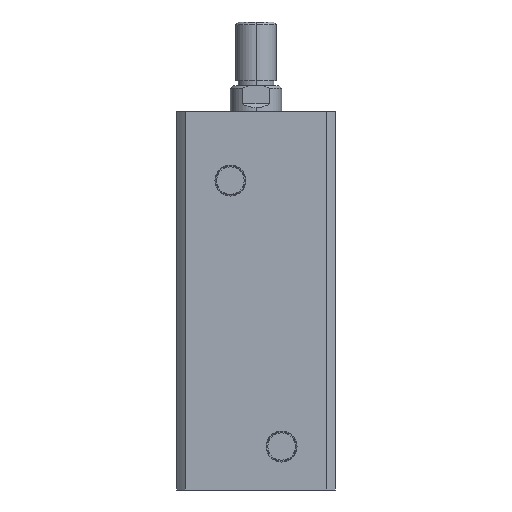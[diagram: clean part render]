
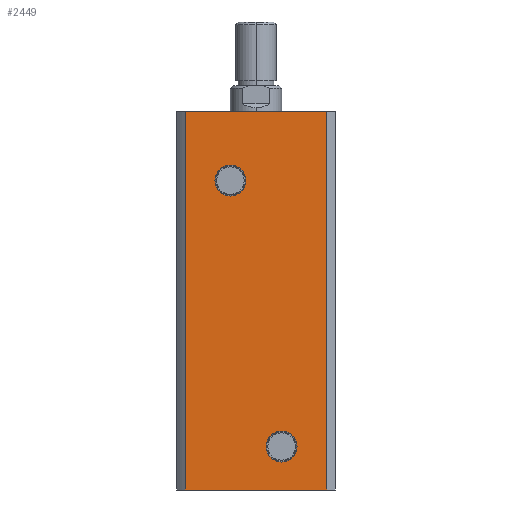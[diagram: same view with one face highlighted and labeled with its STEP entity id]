
A CAD part, left-side view. The second image highlights one B-rep face of the part: STEP entity #2449.
In plain terms, the highlighted planar face has unit normal (-1, 0, 0).
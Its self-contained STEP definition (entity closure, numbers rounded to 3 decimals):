
#731 = EDGE_CURVE ( 'NONE', #2332, #2330, #3092, .T. ) ;
#740 = EDGE_CURVE ( 'NONE', #2248, #2245, #3104, .T. ) ;
#809 = EDGE_CURVE ( 'NONE', #2330, #2332, #3205, .T. ) ;
#810 = EDGE_CURVE ( 'NONE', #2245, #2248, #3206, .T. ) ;
#811 = EDGE_CURVE ( 'NONE', #2318, #2258, #3207, .T. ) ;
#812 = EDGE_CURVE ( 'NONE', #2326, #2258, #3196, .T. ) ;
#813 = EDGE_CURVE ( 'NONE', #2252, #2326, #3208, .T. ) ;
#814 = EDGE_CURVE ( 'NONE', #2252, #2318, #3212, .T. ) ;
#1018 = CARTESIAN_POINT ( 'NONE',  ( -31., 10., 121. ) ) ;
#1019 = DIRECTION ( 'NONE',  ( -1., 0., 0. ) ) ;
#1020 = DIRECTION ( 'NONE',  ( 0., 0., 1. ) ) ;
#1039 = CARTESIAN_POINT ( 'NONE',  ( -31., -10., 17. ) ) ;
#1040 = DIRECTION ( 'NONE',  ( -1., 0., 0. ) ) ;
#1041 = DIRECTION ( 'NONE',  ( 0., 0., 1. ) ) ;
#1210 = CARTESIAN_POINT ( 'NONE',  ( -31., 0., 0. ) ) ;
#1211 = DIRECTION ( 'NONE',  ( 0., -1., 0. ) ) ;
#1212 = CARTESIAN_POINT ( 'NONE',  ( -31., 10., 121. ) ) ;
#1213 = DIRECTION ( 'NONE',  ( -1., 0., 0. ) ) ;
#1214 = DIRECTION ( 'NONE',  ( 0., 0., 1. ) ) ;
#1215 = CARTESIAN_POINT ( 'NONE',  ( -31., 0., 148. ) ) ;
#1216 = CARTESIAN_POINT ( 'NONE',  ( -31., -27.591, 148. ) ) ;
#1217 = CARTESIAN_POINT ( 'NONE',  ( -31., -10., 17. ) ) ;
#1218 = DIRECTION ( 'NONE',  ( -1., 0., 0. ) ) ;
#1219 = DIRECTION ( 'NONE',  ( 0., 0., 1. ) ) ;
#1221 = DIRECTION ( 'NONE',  ( 0., 0., -1. ) ) ;
#1223 = DIRECTION ( 'NONE',  ( 0., -1., 0. ) ) ;
#1224 = CARTESIAN_POINT ( 'NONE',  ( -31., 27.591, 148. ) ) ;
#1225 = DIRECTION ( 'NONE',  ( 0., 0., -1. ) ) ;
#1335 = CARTESIAN_POINT ( 'NONE',  ( -31., -10., 23.06 ) ) ;
#1342 = CARTESIAN_POINT ( 'NONE',  ( -31., -10., 10.94 ) ) ;
#1345 = CARTESIAN_POINT ( 'NONE',  ( -31., 27.591, 148. ) ) ;
#1351 = CARTESIAN_POINT ( 'NONE',  ( -31., -27.591, 0. ) ) ;
#1411 = CARTESIAN_POINT ( 'NONE',  ( -31., 27.591, 0. ) ) ;
#1419 = CARTESIAN_POINT ( 'NONE',  ( -31., -27.591, 148. ) ) ;
#1423 = CARTESIAN_POINT ( 'NONE',  ( -31., 10., 127.06 ) ) ;
#1425 = CARTESIAN_POINT ( 'NONE',  ( -31., 10., 114.94 ) ) ;
#1487 = DIRECTION ( 'NONE',  ( 1., 0., 0. ) ) ;
#1489 = CARTESIAN_POINT ( 'NONE',  ( -31., 0., 148. ) ) ;
#1491 = PLANE ( 'NONE',  #2767 ) ;
#1493 = DIRECTION ( 'NONE',  ( 0., 0., -1. ) ) ;
#1961 = ORIENTED_EDGE ( 'NONE', *, *, #814, .T. ) ;
#1962 = ORIENTED_EDGE ( 'NONE', *, *, #813, .F. ) ;
#1963 = ORIENTED_EDGE ( 'NONE', *, *, #812, .F. ) ;
#1964 = ORIENTED_EDGE ( 'NONE', *, *, #811, .T. ) ;
#1965 = ORIENTED_EDGE ( 'NONE', *, *, #740, .F. ) ;
#1966 = ORIENTED_EDGE ( 'NONE', *, *, #810, .F. ) ;
#1967 = ORIENTED_EDGE ( 'NONE', *, *, #731, .F. ) ;
#1968 = ORIENTED_EDGE ( 'NONE', *, *, #809, .F. ) ;
#2245 = VERTEX_POINT ( 'NONE', #1335 ) ;
#2248 = VERTEX_POINT ( 'NONE', #1342 ) ;
#2252 = VERTEX_POINT ( 'NONE', #1345 ) ;
#2258 = VERTEX_POINT ( 'NONE', #1351 ) ;
#2318 = VERTEX_POINT ( 'NONE', #1411 ) ;
#2326 = VERTEX_POINT ( 'NONE', #1419 ) ;
#2330 = VERTEX_POINT ( 'NONE', #1423 ) ;
#2332 = VERTEX_POINT ( 'NONE', #1425 ) ;
#2397 = EDGE_LOOP ( 'NONE', ( #1966, #1965 ) ) ;
#2399 = EDGE_LOOP ( 'NONE', ( #1968, #1967 ) ) ;
#2402 = EDGE_LOOP ( 'NONE', ( #1964, #1963, #1962, #1961 ) ) ;
#2449 = ADVANCED_FACE ( 'NONE', ( #3268, #3276, #3272 ), #1491, .F. ) ;
#2708 = AXIS2_PLACEMENT_3D ( 'NONE', #1018, #1019, #1020 ) ;
#2712 = AXIS2_PLACEMENT_3D ( 'NONE', #1039, #1040, #1041 ) ;
#2749 = AXIS2_PLACEMENT_3D ( 'NONE', #1212, #1213, #1214 ) ;
#2750 = AXIS2_PLACEMENT_3D ( 'NONE', #1217, #1218, #1219 ) ;
#2767 = AXIS2_PLACEMENT_3D ( 'NONE', #1489, #1487, #1493 ) ;
#3092 = CIRCLE ( 'NONE', #2708, 6.06 ) ;
#3104 = CIRCLE ( 'NONE', #2712, 6.06 ) ;
#3196 = LINE ( 'NONE', #1216, #3211 ) ;
#3205 = CIRCLE ( 'NONE', #2749, 6.06 ) ;
#3206 = CIRCLE ( 'NONE', #2750, 6.06 ) ;
#3207 = LINE ( 'NONE', #1210, #3209 ) ;
#3208 = LINE ( 'NONE', #1215, #3213 ) ;
#3209 = VECTOR ( 'NONE', #1211, 1000. ) ;
#3211 = VECTOR ( 'NONE', #1221, 1000. ) ;
#3212 = LINE ( 'NONE', #1224, #3215 ) ;
#3213 = VECTOR ( 'NONE', #1223, 1000. ) ;
#3215 = VECTOR ( 'NONE', #1225, 1000. ) ;
#3268 = FACE_BOUND ( 'NONE', #2399, .T. ) ;
#3272 = FACE_OUTER_BOUND ( 'NONE', #2402, .T. ) ;
#3276 = FACE_BOUND ( 'NONE', #2397, .T. ) ;
